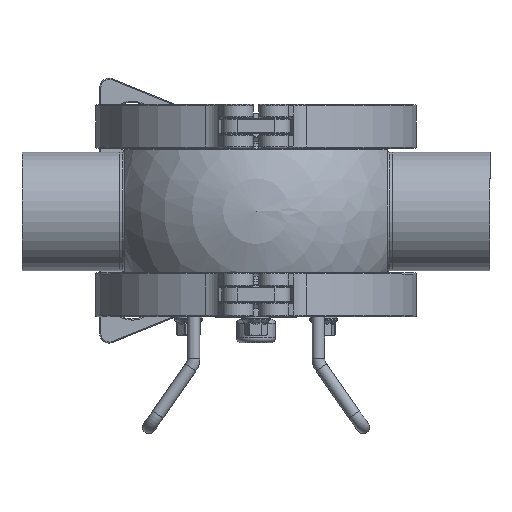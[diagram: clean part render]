
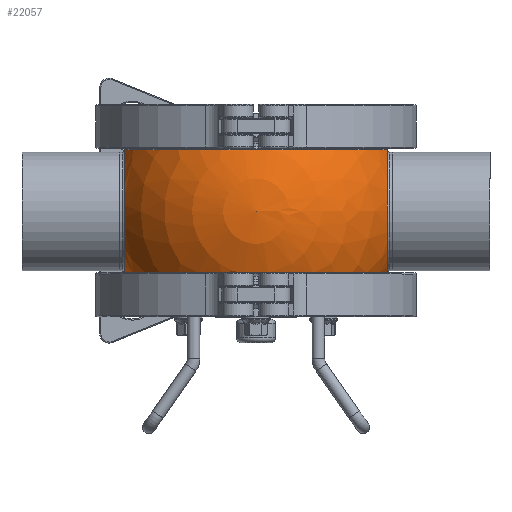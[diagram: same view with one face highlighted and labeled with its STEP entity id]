
A CAD part, top view. The second image highlights one B-rep face of the part: STEP entity #22057.
In plain terms, the highlighted spherical face has radius 95.5 mm.
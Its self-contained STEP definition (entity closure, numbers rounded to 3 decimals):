
#24=SPHERICAL_SURFACE('',#24202,95.5);
#4137=FACE_OUTER_BOUND('',#5545,.T.);
#5545=EDGE_LOOP('',(#15994,#15995,#15996,#15997,#15998,#15999,#16000));
#7240=CIRCLE('',#24157,45.434);
#7269=CIRCLE('',#24196,86.977);
#7274=CIRCLE('',#24203,86.977);
#7275=CIRCLE('',#24204,45.434);
#7276=CIRCLE('',#24205,95.5);
#7277=CIRCLE('',#24206,45.434);
#8995=VERTEX_POINT('',#38085);
#8996=VERTEX_POINT('',#38089);
#9026=VERTEX_POINT('',#38210);
#9031=VERTEX_POINT('',#38228);
#9032=VERTEX_POINT('',#38230);
#9033=VERTEX_POINT('',#38232);
#11464=EDGE_CURVE('',#8996,#8995,#7240,.T.);
#11507=EDGE_CURVE('',#8996,#9026,#7269,.T.);
#11514=EDGE_CURVE('',#8995,#9031,#7274,.T.);
#11515=EDGE_CURVE('',#9031,#9032,#7275,.T.);
#11516=EDGE_CURVE('',#9033,#9032,#7276,.T.);
#11517=EDGE_CURVE('',#9032,#9026,#7277,.T.);
#15994=ORIENTED_EDGE('',*,*,#11464,.T.);
#15995=ORIENTED_EDGE('',*,*,#11514,.T.);
#15996=ORIENTED_EDGE('',*,*,#11515,.T.);
#15997=ORIENTED_EDGE('',*,*,#11516,.F.);
#15998=ORIENTED_EDGE('',*,*,#11516,.T.);
#15999=ORIENTED_EDGE('',*,*,#11517,.T.);
#16000=ORIENTED_EDGE('',*,*,#11507,.F.);
#22057=ADVANCED_FACE('',(#4137),#24,.T.);
#24157=AXIS2_PLACEMENT_3D('',#38090,#28580,#28581);
#24196=AXIS2_PLACEMENT_3D('',#38211,#28662,#28663);
#24202=AXIS2_PLACEMENT_3D('',#38227,#28674,#28675);
#24203=AXIS2_PLACEMENT_3D('',#38229,#28676,#28677);
#24204=AXIS2_PLACEMENT_3D('',#38231,#28678,#28679);
#24205=AXIS2_PLACEMENT_3D('',#38233,#28680,#28681);
#24206=AXIS2_PLACEMENT_3D('',#38234,#28682,#28683);
#28580=DIRECTION('center_axis',(1.,0.,0.));
#28581=DIRECTION('ref_axis',(0.,0.,
-1.));
#28662=DIRECTION('center_axis',(0.,1.,0.));
#28663=DIRECTION('ref_axis',(1.,0.,0.));
#28674=DIRECTION('center_axis',(0.,0.,
1.));
#28675=DIRECTION('ref_axis',(-1.,0.,0.));
#28676=DIRECTION('center_axis',(0.,1.,0.));
#28677=DIRECTION('ref_axis',(1.,0.,0.));
#28678=DIRECTION('center_axis',(-1.,0.,0.));
#28679=DIRECTION('ref_axis',(0.,0.,
1.));
#28680=DIRECTION('center_axis',(0.,1.,0.));
#28681=DIRECTION('ref_axis',(1.,0.,0.));
#28682=DIRECTION('center_axis',(-1.,0.,0.));
#28683=DIRECTION('ref_axis',(0.,0.,
1.));
#38085=CARTESIAN_POINT('',(-84.,-39.436,22.562));
#38089=CARTESIAN_POINT('',(-84.,39.436,22.562));
#38090=CARTESIAN_POINT('Origin',(-84.,0.,
0.));
#38210=CARTESIAN_POINT('',(84.,39.436,22.562));
#38211=CARTESIAN_POINT('Origin',(0.,39.436,0.));
#38227=CARTESIAN_POINT('Origin',(0.,0.,0.));
#38228=CARTESIAN_POINT('',(84.,-39.436,22.562));
#38229=CARTESIAN_POINT('Origin',(0.,-39.436,
0.));
#38230=CARTESIAN_POINT('',(84.,0.,45.434));
#38231=CARTESIAN_POINT('Origin',(84.,0.,
0.));
#38232=CARTESIAN_POINT('',(0.,0.,95.5));
#38233=CARTESIAN_POINT('Origin',(0.,0.,0.));
#38234=CARTESIAN_POINT('Origin',(84.,0.,
0.));
